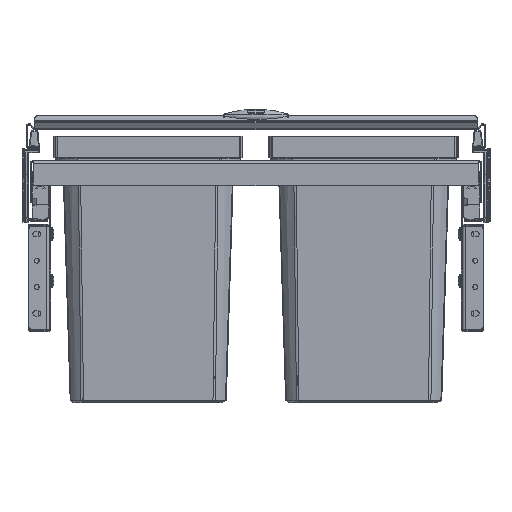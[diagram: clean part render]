
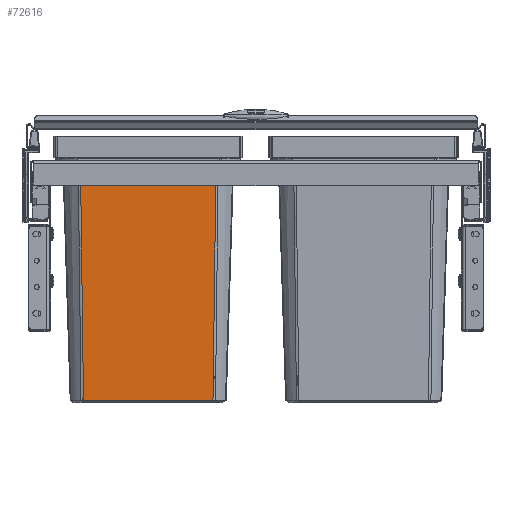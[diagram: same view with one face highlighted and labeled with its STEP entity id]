
A CAD part, top view. The second image highlights one B-rep face of the part: STEP entity #72616.
In plain terms, the highlighted planar face has unit normal (0, -0.031, 1).
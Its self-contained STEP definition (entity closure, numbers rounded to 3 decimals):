
#13978=EDGE_CURVE('9833',#37859,#37856,#37860,.T.);
#14030=EDGE_CURVE('9781',#37856,#37927,#37930,.T.);
#14032=EDGE_CURVE('9817',#37932,#37927,#37933,.T.);
#14034=EDGE_CURVE('9786',#37859,#37932,#37935,.T.);
#37856=VERTEX_POINT('',#71588);
#37859=VERTEX_POINT('',#71599);
#37860=LINE('',#71600,#71601);
#37927=VERTEX_POINT('',#71798);
#37930=B_SPLINE_CURVE_WITH_KNOTS('',3,(#71807,#71808,#71809,#71810,#71811,#71812),.UNSPECIFIED.,.F.,.F.,(4,1,1,4),(0.0,0.333,0.667,1.0),.UNSPECIFIED.);
#37932=VERTEX_POINT('',#71815);
#37933=LINE('',#71816,#71817);
#37935=B_SPLINE_CURVE_WITH_KNOTS('',3,(#71820,#71821,#71822,#71823,#71824,#71825),.UNSPECIFIED.,.F.,.F.,(4,1,1,4),(0.0,0.333,0.667,1.0),.UNSPECIFIED.);
#71588=CARTESIAN_POINT('',(-213.229,9.8,-11.929));
#71599=CARTESIAN_POINT('',(-48.371,9.8,-11.929));
#71600=CARTESIAN_POINT('',(-48.371,9.8,-11.929));
#71601=VECTOR('',#124975,164.857);
#71798=CARTESIAN_POINT('',(-209.38,-290.329,-21.284));
#71807=CARTESIAN_POINT('',(-213.229,9.8,-11.929));
#71808=CARTESIAN_POINT('',(-212.783,-25.284,-13.022));
#71809=CARTESIAN_POINT('',(-211.904,-94.295,-15.173));
#71810=CARTESIAN_POINT('',(-210.622,-194.335,-18.292));
#71811=CARTESIAN_POINT('',(-209.791,-258.716,-20.299));
#71812=CARTESIAN_POINT('',(-209.38,-290.329,-21.284));
#71815=CARTESIAN_POINT('',(-52.22,-290.329,-21.284));
#71816=CARTESIAN_POINT('',(-52.22,-290.329,-21.284));
#71817=VECTOR('',#124985,157.161);
#71820=CARTESIAN_POINT('',(-48.371,9.8,-11.929));
#71821=CARTESIAN_POINT('',(-48.817,-25.284,-13.022));
#71822=CARTESIAN_POINT('',(-49.696,-94.295,-15.173));
#71823=CARTESIAN_POINT('',(-50.978,-194.335,-18.292));
#71824=CARTESIAN_POINT('',(-51.809,-258.716,-20.299));
#71825=CARTESIAN_POINT('',(-52.22,-290.329,-21.284));
#72616=ADVANCED_FACE('7138',(#125345),#125346,.T.);
#124975=DIRECTION('',(-1.0,0.0,0.0));
#124985=DIRECTION('',(-1.0,0.0,0.0));
#125345=FACE_OUTER_BOUND('',#158734,.T.);
#125346=PLANE('',#158735);
#158734=EDGE_LOOP('',(#176944,#176945,#176946,#176947));
#158735=AXIS2_PLACEMENT_3D('',#176948,#176949,#176950);
#176944=ORIENTED_EDGE('',*,*,#14032,.F.);
#176945=ORIENTED_EDGE('',*,*,#14034,.F.);
#176946=ORIENTED_EDGE('',*,*,#13978,.T.);
#176947=ORIENTED_EDGE('',*,*,#14030,.T.);
#176948=CARTESIAN_POINT('',(-130.8,-130.469,-16.301));
#176949=DIRECTION('',(0.0,-0.031,1.));
#176950=DIRECTION('',(1.0,0.0,0.0));
